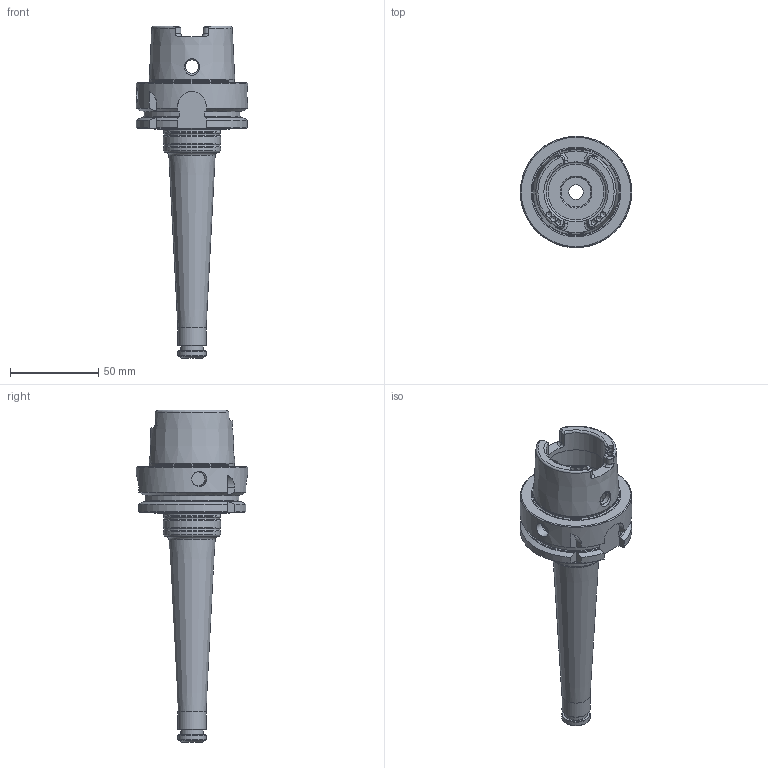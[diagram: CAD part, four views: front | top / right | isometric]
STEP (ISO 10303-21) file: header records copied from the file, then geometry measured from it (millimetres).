
FILE_DESCRIPTION(/* description */ (''),/* implementation_level */ '2;1');
FILE_NAME(/* name */ '456371080.stp',/* time_stamp */ '2021-01-08T12:25:09',/* author */ ('LRA'),/* organization */ ('REGO-FIX'),/* preprocessor_version */ ' Unknown',/* originating_system */ 'SIEMENS PLM Software Solid Edge ST10',/* authorization */ 'Unknown');
FILE_SCHEMA (('AUTOMOTIVE_DESIGN { 1 0 10303 214 2 1 1}'));
Length unit declared in the file: millimetre
Products named in the file (1): NOCUT
Bounding box: 63 x 63 x 188 mm (x, y, z)
Volume: 122555.6 mm3; surface area: 35185.9 mm2
Topology: 1 solids, 1 shells, 166 faces, 428 edges, 271 vertices
Faces by surface type: plane 49, cylinder 45, cone 44, torus 28
Full cylindrical faces by diameter (mm): 3 x6, 7.5 x2, 8.4 x1, 8.5 x1, 9 x1, 10 x2, 13 x1, 16 x2, 16.917 x1, 20 x1, 32.5 x3, 34 x2, 40 x1, 48.129 x1, 63 x1
Entity records: 5895 total; most frequent: CARTESIAN_POINT 1199, DIRECTION 720, ORIENTED_EDGE 642, EDGE_CURVE 321, AXIS2_PLACEMENT_3D 315, FACE_BOUND 259, EDGE_LOOP 253, VERTEX_POINT 244
